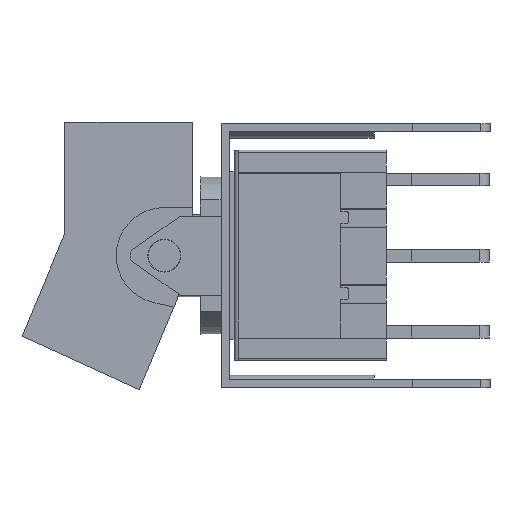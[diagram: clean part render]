
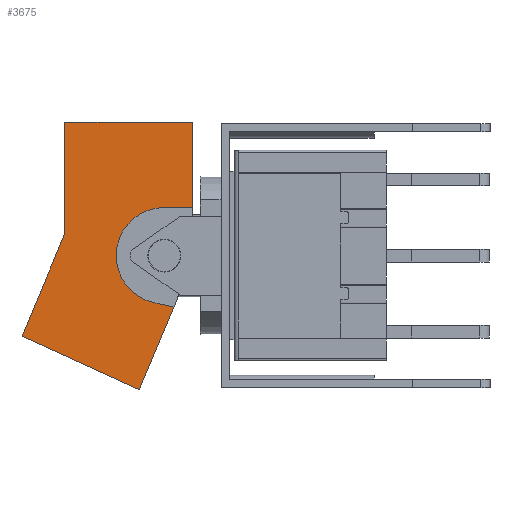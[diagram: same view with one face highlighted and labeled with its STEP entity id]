
A CAD part, left-side view. The second image highlights one B-rep face of the part: STEP entity #3675.
In plain terms, the highlighted planar face has unit normal (-1, 0, 0).
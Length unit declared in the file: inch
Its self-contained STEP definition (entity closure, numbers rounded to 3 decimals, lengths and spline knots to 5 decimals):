
#1631 = VERTEX_POINT( '', #4222 );
#1679 = EDGE_CURVE( '', #2851, #1631, #4275, .T. );
#1761 = VERTEX_POINT( '', #4364 );
#1897 = VERTEX_POINT( '', #4516 );
#1985 = EDGE_CURVE( '', #2531, #2851, #4609, .T. );
#2161 = VERTEX_POINT( '', #4807 );
#2169 = VERTEX_POINT( '', #4815 );
#2237 = EDGE_CURVE( '', #3597, #1761, #4894, .T. );
#2531 = VERTEX_POINT( '', #5210 );
#2851 = VERTEX_POINT( '', #5561 );
#2865 = EDGE_CURVE( '', #1631, #2169, #5576, .T. );
#2959 = EDGE_CURVE( '', #1761, #3267, #5684, .T. );
#3001 = EDGE_CURVE( '', #1897, #3267, #5732, .T. );
#3267 = VERTEX_POINT( '', #6019 );
#3469 = EDGE_CURVE( '', #2531, #3597, #6238, .T. );
#3491 = EDGE_CURVE( '', #2161, #1897, #6261, .T. );
#3593 = EDGE_CURVE( '', #2169, #2161, #6373, .T. );
#3597 = VERTEX_POINT( '', #6378 );
#3675 = ADVANCED_FACE( '', ( #6464 ), #6465, .F. );
#4222 = CARTESIAN_POINT( '', ( -0.1825, 0.526, -0.19605 ) );
#4275 = LINE( '', #7237, #7238 );
#4364 = CARTESIAN_POINT( '', ( -0.1825, 0.18, 0.117 ) );
#4516 = CARTESIAN_POINT( '', ( -0.1825, 0.111, 0.32476 ) );
#4609 = LINE( '', #7703, #7704 );
#4807 = CARTESIAN_POINT( '', ( -0.1825, 0.422, 0.32476 ) );
#4815 = CARTESIAN_POINT( '', ( -0.1825, 0.422, 0.05297 ) );
#4894 = CIRCLE( '', #8093, 0.117 );
#5210 = CARTESIAN_POINT( '', ( -0.1825, 0.15688, -0.12497 ) );
#5561 = CARTESIAN_POINT( '', ( -0.1825, 0.24105, -0.3265 ) );
#5576 = LINE( '', #9061, #9062 );
#5684 = LINE( '', #9206, #9207 );
#5732 = LINE( '', #9270, #9271 );
#6019 = CARTESIAN_POINT( '', ( -0.1825, 0.111, 0.117 ) );
#6238 = LINE( '', #9994, #9995 );
#6261 = LINE( '', #10032, #10033 );
#6373 = LINE( '', #10200, #10201 );
#6378 = CARTESIAN_POINT( '', ( -0.1825, 0.20532, -0.11423 ) );
#6464 = FACE_OUTER_BOUND( '', #10319, .T. );
#6465 = PLANE( '', #10320 );
#7237 = CARTESIAN_POINT( '', ( -0.1825, 0.24105, -0.3265 ) );
#7238 = VECTOR( '', #11014, 1. );
#7703 = CARTESIAN_POINT( '', ( -0.1825, 0.111, -0.0151 ) );
#7704 = VECTOR( '', #11388, 1. );
#8093 = AXIS2_PLACEMENT_3D( '', #11796, #11797, #11798 );
#9061 = CARTESIAN_POINT( '', ( -0.1825, 0.526, -0.19605 ) );
#9062 = VECTOR( '', #12453, 1. );
#9206 = CARTESIAN_POINT( '', ( -0.1825, 0.18, 0.117 ) );
#9207 = VECTOR( '', #12618, 1. );
#9270 = CARTESIAN_POINT( '', ( -0.1825, 0.111, 0.32476 ) );
#9271 = VECTOR( '', #12677, 1. );
#9994 = CARTESIAN_POINT( '', ( -0.1825, 0.15816, -0.12468 ) );
#9995 = VECTOR( '', #13148, 1. );
#10032 = CARTESIAN_POINT( '', ( -0.1825, 0.422, 0.32476 ) );
#10033 = VECTOR( '', #13166, 1. );
#10200 = CARTESIAN_POINT( '', ( -0.1825, 0.422, 0.05297 ) );
#10201 = VECTOR( '', #13286, 1. );
#10319 = EDGE_LOOP( '', ( #13385, #13386, #13387, #13388, #13389, #13390, #13391, #13392, #13393 ) );
#10320 = AXIS2_PLACEMENT_3D( '', #13394, #13395, #13396 );
#11014 = DIRECTION( '', ( 0., 0.909, 0.416 ) );
#11388 = DIRECTION( '', ( 0., 0.385, -0.923 ) );
#11796 = CARTESIAN_POINT( '', ( -0.1825, 0.18, 0. ) );
#11797 = DIRECTION( '', ( 1., 0., 0. ) );
#11798 = DIRECTION( '', ( 0., 0.216, -0.976 ) );
#12453 = DIRECTION( '', ( 0., -0.385, 0.923 ) );
#12618 = DIRECTION( '', ( 0., -1., 0. ) );
#12677 = DIRECTION( '', ( 0., 0., -1. ) );
#13148 = DIRECTION( '', ( 0., 0.976, 0.216 ) );
#13166 = DIRECTION( '', ( 0., -1., 0. ) );
#13286 = DIRECTION( '', ( 0., 0., 1. ) );
#13385 = ORIENTED_EDGE( '', *, *, #3469, .T. );
#13386 = ORIENTED_EDGE( '', *, *, #2237, .T. );
#13387 = ORIENTED_EDGE( '', *, *, #2959, .T. );
#13388 = ORIENTED_EDGE( '', *, *, #3001, .F. );
#13389 = ORIENTED_EDGE( '', *, *, #3491, .F. );
#13390 = ORIENTED_EDGE( '', *, *, #3593, .F. );
#13391 = ORIENTED_EDGE( '', *, *, #2865, .F. );
#13392 = ORIENTED_EDGE( '', *, *, #1679, .F. );
#13393 = ORIENTED_EDGE( '', *, *, #1985, .F. );
#13394 = CARTESIAN_POINT( '', ( -0.1825, 0.18, 0. ) );
#13395 = DIRECTION( '', ( 1., 0., 0. ) );
#13396 = DIRECTION( '', ( 0., 0., -1. ) );
